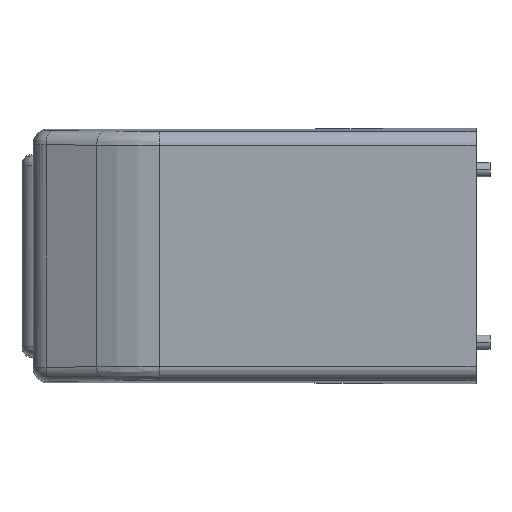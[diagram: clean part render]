
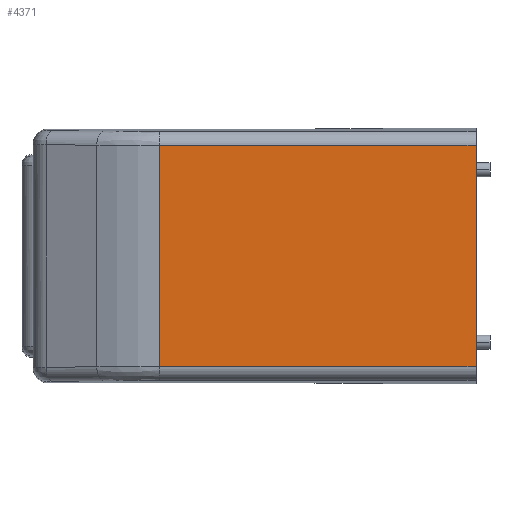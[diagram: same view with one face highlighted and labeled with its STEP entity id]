
A CAD part, left-side view. The second image highlights one B-rep face of the part: STEP entity #4371.
In plain terms, the highlighted planar face has unit normal (-1, 0, 0).
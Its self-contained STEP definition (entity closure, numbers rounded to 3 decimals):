
#567 = EDGE_LOOP ( 'NONE', ( #6628, #11599, #10374, #1121 ) ) ;
#606 = CARTESIAN_POINT ( 'NONE',  ( -47.5, -23.723, 0. ) ) ;
#1121 = ORIENTED_EDGE ( 'NONE', *, *, #10204, .T. ) ;
#1733 = CARTESIAN_POINT ( 'NONE',  ( -47.5, -23.723, 67.918 ) ) ;
#2669 = DIRECTION ( 'NONE',  ( 0., 0., 1. ) ) ;
#2911 = EDGE_CURVE ( 'NONE', #9338, #7104, #6632, .T. ) ;
#3242 = LINE ( 'NONE', #606, #11989 ) ;
#3297 = EDGE_CURVE ( 'NONE', #11745, #8965, #3497, .T. ) ;
#3320 = DIRECTION ( 'NONE',  ( 0., -1., 0. ) ) ;
#3497 = LINE ( 'NONE', #12681, #10741 ) ;
#3963 = FACE_OUTER_BOUND ( 'NONE', #567, .T. ) ;
#4120 = LINE ( 'NONE', #12267, #12209 ) ;
#4371 = ADVANCED_FACE ( 'NONE', ( #3963 ), #7343, .F. ) ;
#4722 = EDGE_CURVE ( 'NONE', #8965, #9338, #4120, .T. ) ;
#6525 = DIRECTION ( 'NONE',  ( 0., 1., 0. ) ) ;
#6628 = ORIENTED_EDGE ( 'NONE', *, *, #3297, .T. ) ;
#6632 = LINE ( 'NONE', #12831, #10434 ) ;
#6853 = DIRECTION ( 'NONE',  ( 0., 0., -1. ) ) ;
#7104 = VERTEX_POINT ( 'NONE', #8898 ) ;
#7343 = PLANE ( 'NONE',  #8730 ) ;
#7387 = DIRECTION ( 'NONE',  ( 1., 0., 0. ) ) ;
#8730 = AXIS2_PLACEMENT_3D ( 'NONE', #10523, #7387, #11505 ) ;
#8898 = CARTESIAN_POINT ( 'NONE',  ( -47.5, -23.723, 0. ) ) ;
#8965 = VERTEX_POINT ( 'NONE', #11726 ) ;
#9338 = VERTEX_POINT ( 'NONE', #10100 ) ;
#10100 = CARTESIAN_POINT ( 'NONE',  ( -47.5, 23.723, 0. ) ) ;
#10204 = EDGE_CURVE ( 'NONE', #7104, #11745, #3242, .T. ) ;
#10374 = ORIENTED_EDGE ( 'NONE', *, *, #2911, .T. ) ;
#10434 = VECTOR ( 'NONE', #3320, 1000. ) ;
#10523 = CARTESIAN_POINT ( 'NONE',  ( -47.5, 27.5, 0. ) ) ;
#10741 = VECTOR ( 'NONE', #6525, 1000. ) ;
#11505 = DIRECTION ( 'NONE',  ( 0., 0., -1. ) ) ;
#11599 = ORIENTED_EDGE ( 'NONE', *, *, #4722, .T. ) ;
#11726 = CARTESIAN_POINT ( 'NONE',  ( -47.5, 23.723, 67.918 ) ) ;
#11745 = VERTEX_POINT ( 'NONE', #1733 ) ;
#11989 = VECTOR ( 'NONE', #2669, 1000. ) ;
#12209 = VECTOR ( 'NONE', #6853, 1000. ) ;
#12267 = CARTESIAN_POINT ( 'NONE',  ( -47.5, 23.723, 0. ) ) ;
#12681 = CARTESIAN_POINT ( 'NONE',  ( -47.5, 27.5, 67.918 ) ) ;
#12831 = CARTESIAN_POINT ( 'NONE',  ( -47.5, 27.5, 0. ) ) ;
